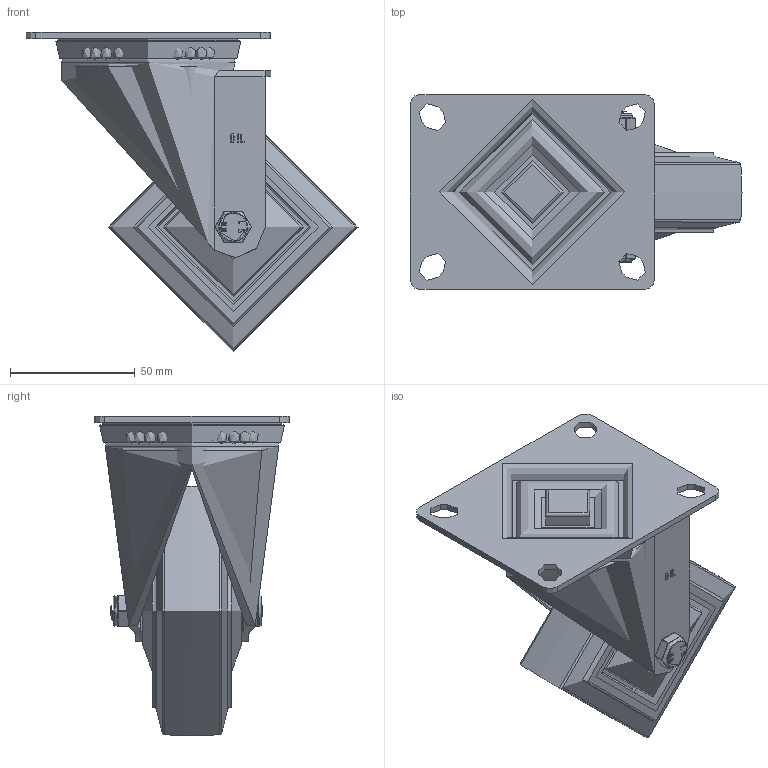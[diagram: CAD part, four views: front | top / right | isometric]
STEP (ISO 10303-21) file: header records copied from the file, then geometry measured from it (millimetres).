
FILE_DESCRIPTION(/* description */ (''),/* implementation_level */ '2;1');
FILE_NAME(/* name */ 'BZGMM100STPRBJ.step',/* time_stamp */ '2024-06-28T15:15:05+01:00',/* author */ (''),/* organization */ (''),/* preprocessor_version */ 'ST-DEVELOPER v20',/* originating_system */ 'Autodesk Translation Framework v13.14.0.145',/* authorisation */ '');
FILE_SCHEMA (('AUTOMOTIVE_DESIGN { 1 0 10303 214 3 1 1 }'));
Length unit declared in the file: millimetre
Products named in the file (26): BZGMM100STPRBJ; BZGMM100AS - 2 v1; ZINC PLATED, PRESSED STEEL TOP PLATE; ZINC PLATED, PRESSED STEEL TOP PLATE Geometry; Pattern; Component2; ZINC PLATED, PRESSED STEEL FORKS; BEARING SEAL; BZMM100WSTPRBJM8 v1; 65 SHORE A THERMOPLASTIC RUBBER TYRE; POLYPROPYLENE RIM; BEARING 6202; METAL; METAL2; Pattern (1); Component1; MIDDLE; RUBBER; RUBBER2; CAP; HEXBOLTM8X55Z8.8 v2; GRADE 8.8 ZINC PLATED BOLT; NYLOCM8Z v1; NYLOC NUT; NUT; RUBBER (1)
Assembly tree (60 placements, depth 5):
  BZGMM100STPRBJ
    BZGMM100AS - 2 v1
      ZINC PLATED, PRESSED STEEL TOP PLATE
        ZINC PLATED, PRESSED STEEL TOP PLATE Geometry
        Pattern
          Component2  x28
      ZINC PLATED, PRESSED STEEL FORKS
      BEARING SEAL
    BZMM100WSTPRBJM8 v1
      65 SHORE A THERMOPLASTIC RUBBER TYRE
      POLYPROPYLENE RIM
      BEARING 6202
        METAL
        METAL2
        Pattern (1)
          Component1  x8
        MIDDLE
        RUBBER
        RUBBER2
      CAP  x2
    HEXBOLTM8X55Z8.8 v2
      GRADE 8.8 ZINC PLATED BOLT
    NYLOCM8Z v1
      NYLOC NUT
        NUT
        RUBBER (1)
Bounding box: 133 x 78 x 127.95 mm (x, y, z)
Volume: 257703.5 mm3; surface area: 131280.7 mm2
Topology: 51 solids, 51 shells, 762 faces, 1835 edges, 1188 vertices
Faces by surface type: plane 272, cylinder 190, bspline 179, sphere 76, torus 30, cone 15
Full cylindrical faces by diameter (mm): 0.664 x2, 6.446 x7, 7.866 x13, 8 x3, 8.2 x4, 8.6 x2, 11.5 x3, 12.1 x1, 14.8 x2, 15 x1, 18 x1, 20 x4, 22.5 x2, 23 x2, 25 x2, 26 x1, 30 x6, 30.5 x2, 31 x4, 32 x3, 35 x4, 41 x2, 44 x2, 47 x1, 53 x2, 56 x2, 62 x2, 64.5 x1, 68 x2, 69.5 x1
Entity records: 29388 total; most frequent: CARTESIAN_POINT 12916, ORIENTED_EDGE 3366, DIRECTION 2898, EDGE_CURVE 1683, VERTEX_POINT 1104, AXIS2_PLACEMENT_3D 1090, EDGE_LOOP 865, LINE 718
